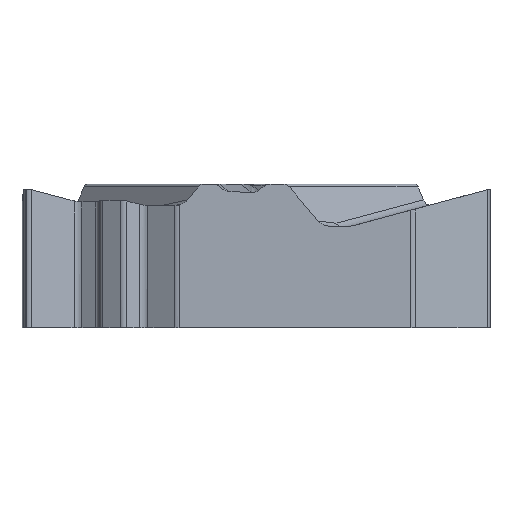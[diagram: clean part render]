
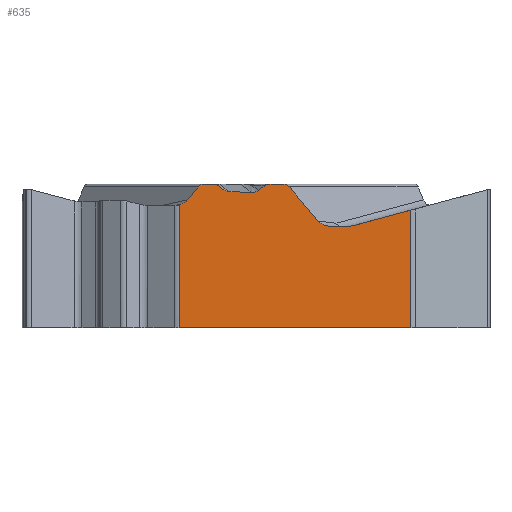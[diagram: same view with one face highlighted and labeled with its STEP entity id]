
A CAD part, left-side view. The second image highlights one B-rep face of the part: STEP entity #635.
In plain terms, the highlighted planar face has unit normal (-1, 0, 0).
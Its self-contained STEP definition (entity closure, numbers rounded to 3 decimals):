
#53=PLANE('',#2173);
#100=FACE_OUTER_BOUND('',#811,.T.);
#208=ELLIPSE('',#2166,0.338,0.32);
#209=ELLIPSE('',#2167,0.392,0.32);
#210=ELLIPSE('',#2168,0.236,0.2);
#211=ELLIPSE('',#2169,0.167,0.15);
#212=ELLIPSE('',#2170,0.15,0.15);
#213=ELLIPSE('',#2171,0.227,0.2);
#214=ELLIPSE('',#2172,0.385,0.32);
#256=LINE('',#3481,#442);
#257=LINE('',#3484,#443);
#258=LINE('',#3486,#444);
#259=LINE('',#3490,#445);
#260=LINE('',#3494,#446);
#261=LINE('',#3498,#447);
#262=LINE('',#3502,#448);
#263=LINE('',#3515,#449);
#264=LINE('',#3531,#450);
#265=LINE('',#3535,#451);
#266=LINE('',#3539,#452);
#267=LINE('',#3543,#453);
#442=VECTOR('',#2384,1.);
#443=VECTOR('',#2385,1.);
#444=VECTOR('',#2386,1.);
#445=VECTOR('',#2389,1.);
#446=VECTOR('',#2392,1.);
#447=VECTOR('',#2395,1.);
#448=VECTOR('',#2398,1.);
#449=VECTOR('',#2399,1.);
#450=VECTOR('',#2400,1.);
#451=VECTOR('',#2403,1.);
#452=VECTOR('',#2406,1.);
#453=VECTOR('',#2409,1.);
#635=ADVANCED_FACE('',(#100),#53,.F.);
#811=EDGE_LOOP('',(#931,#932,#933,#934,#935,#936,#937,#938,#939,#940,#941,
#942,#943,#944,#945,#946,#947,#948,#949,#950,#951));
#931=ORIENTED_EDGE('',*,*,#1747,.F.);
#932=ORIENTED_EDGE('',*,*,#1748,.T.);
#933=ORIENTED_EDGE('',*,*,#1749,.T.);
#934=ORIENTED_EDGE('',*,*,#1750,.T.);
#935=ORIENTED_EDGE('',*,*,#1751,.F.);
#936=ORIENTED_EDGE('',*,*,#1752,.T.);
#937=ORIENTED_EDGE('',*,*,#1753,.T.);
#938=ORIENTED_EDGE('',*,*,#1754,.F.);
#939=ORIENTED_EDGE('',*,*,#1755,.F.);
#940=ORIENTED_EDGE('',*,*,#1756,.F.);
#941=ORIENTED_EDGE('',*,*,#1757,.T.);
#942=ORIENTED_EDGE('',*,*,#1758,.T.);
#943=ORIENTED_EDGE('',*,*,#1759,.T.);
#944=ORIENTED_EDGE('',*,*,#1760,.T.);
#945=ORIENTED_EDGE('',*,*,#1761,.T.);
#946=ORIENTED_EDGE('',*,*,#1762,.F.);
#947=ORIENTED_EDGE('',*,*,#1763,.F.);
#948=ORIENTED_EDGE('',*,*,#1764,.F.);
#949=ORIENTED_EDGE('',*,*,#1765,.T.);
#950=ORIENTED_EDGE('',*,*,#1766,.T.);
#951=ORIENTED_EDGE('',*,*,#1767,.T.);
#1547=VERTEX_POINT('',#3482);
#1548=VERTEX_POINT('',#3483);
#1549=VERTEX_POINT('',#3485);
#1550=VERTEX_POINT('',#3487);
#1551=VERTEX_POINT('',#3489);
#1552=VERTEX_POINT('',#3491);
#1553=VERTEX_POINT('',#3493);
#1554=VERTEX_POINT('',#3495);
#1555=VERTEX_POINT('',#3497);
#1556=VERTEX_POINT('',#3499);
#1557=VERTEX_POINT('',#3501);
#1558=VERTEX_POINT('',#3503);
#1559=VERTEX_POINT('',#3514);
#1560=VERTEX_POINT('',#3516);
#1561=VERTEX_POINT('',#3530);
#1562=VERTEX_POINT('',#3532);
#1563=VERTEX_POINT('',#3534);
#1564=VERTEX_POINT('',#3536);
#1565=VERTEX_POINT('',#3538);
#1566=VERTEX_POINT('',#3540);
#1567=VERTEX_POINT('',#3542);
#1747=EDGE_CURVE('',#1547,#1548,#256,.T.);
#1748=EDGE_CURVE('',#1547,#1549,#257,.T.);
#1749=EDGE_CURVE('',#1549,#1550,#258,.T.);
#1750=EDGE_CURVE('',#1550,#1551,#208,.T.);
#1751=EDGE_CURVE('',#1552,#1551,#259,.T.);
#1752=EDGE_CURVE('',#1552,#1553,#209,.T.);
#1753=EDGE_CURVE('',#1553,#1554,#260,.T.);
#1754=EDGE_CURVE('',#1555,#1554,#210,.T.);
#1755=EDGE_CURVE('',#1556,#1555,#261,.T.);
#1756=EDGE_CURVE('',#1557,#1556,#211,.T.);
#1757=EDGE_CURVE('',#1557,#1558,#262,.T.);
#1758=EDGE_CURVE('',#1558,#1559,#2120,.T.);
#1759=EDGE_CURVE('',#1559,#1560,#263,.T.);
#1760=EDGE_CURVE('',#1560,#1561,#2121,.T.);
#1761=EDGE_CURVE('',#1561,#1562,#264,.T.);
#1762=EDGE_CURVE('',#1563,#1562,#212,.T.);
#1763=EDGE_CURVE('',#1564,#1563,#265,.T.);
#1764=EDGE_CURVE('',#1565,#1564,#213,.T.);
#1765=EDGE_CURVE('',#1565,#1566,#266,.T.);
#1766=EDGE_CURVE('',#1566,#1567,#214,.T.);
#1767=EDGE_CURVE('',#1567,#1548,#267,.T.);
#2120=B_SPLINE_CURVE_WITH_KNOTS('',3,(#3504,#3505,#3506,#3507,#3508,#3509,
#3510,#3511,#3512,#3513),.UNSPECIFIED.,.F.,.F.,(4,3,3,4),(0.,0.474,
0.706,1.),.UNSPECIFIED.);
#2121=B_SPLINE_CURVE_WITH_KNOTS('',3,(#3517,#3518,#3519,#3520,#3521,#3522,
#3523,#3524,#3525,#3526,#3527,#3528,#3529),.UNSPECIFIED.,.F.,.F.,(4,3,3,
3,4),(0.,0.25,0.499,0.746,1.),
 .UNSPECIFIED.);
#2166=AXIS2_PLACEMENT_3D('',#3488,#2387,#2388);
#2167=AXIS2_PLACEMENT_3D('',#3492,#2390,#2391);
#2168=AXIS2_PLACEMENT_3D('',#3496,#2393,#2394);
#2169=AXIS2_PLACEMENT_3D('',#3500,#2396,#2397);
#2170=AXIS2_PLACEMENT_3D('',#3533,#2401,#2402);
#2171=AXIS2_PLACEMENT_3D('',#3537,#2404,#2405);
#2172=AXIS2_PLACEMENT_3D('',#3541,#2407,#2408);
#2173=AXIS2_PLACEMENT_3D('',#3544,#2410,#2411);
#2384=DIRECTION('',(0.,1.,0.));
#2385=DIRECTION('',(0.,0.,1.));
#2386=DIRECTION('',(0.,0.966,-0.259));
#2387=DIRECTION('',(1.,0.,0.));
#2388=DIRECTION('',(0.,0.966,-0.259));
#2389=DIRECTION('',(0.,-1.,0.));
#2390=DIRECTION('',(1.,0.,0.));
#2391=DIRECTION('',(0.,0.992,0.124));
#2392=DIRECTION('',(0.,0.651,0.759));
#2393=DIRECTION('',(1.,0.,0.));
#2394=DIRECTION('',(0.,-1.,0.));
#2395=DIRECTION('',(0.,-1.,0.));
#2396=DIRECTION('',(1.,0.,0.));
#2397=DIRECTION('',(0.,1.,0.));
#2398=DIRECTION('',(0.,0.794,-0.608));
#2399=DIRECTION('',(0.,0.999,0.049));
#2400=DIRECTION('',(0.,0.757,0.653));
#2401=DIRECTION('',(1.,0.,0.));
#2402=DIRECTION('',(0.,-1.,0.));
#2403=DIRECTION('',(0.,-1.,0.));
#2404=DIRECTION('',(1.,0.,0.));
#2405=DIRECTION('',(0.,-1.,0.));
#2406=DIRECTION('',(0.,0.635,-0.772));
#2407=DIRECTION('',(1.,0.,0.));
#2408=DIRECTION('',(0.,-0.976,0.217));
#2409=DIRECTION('',(0.,0.,-1.));
#2410=DIRECTION('',(1.,0.,0.));
#2411=DIRECTION('',(0.,1.,0.));
#3481=CARTESIAN_POINT('',(-4.763,-7.335,-3.97));
#3482=CARTESIAN_POINT('',(-4.762,-4.641,-3.97));
#3483=CARTESIAN_POINT('',(-4.763,1.988,-3.97));
#3484=CARTESIAN_POINT('',(-4.762,-4.641,0.));
#3485=CARTESIAN_POINT('',(-4.762,-4.641,-0.605));
#3486=CARTESIAN_POINT('',(-4.763,6.381,-3.559));
#3487=CARTESIAN_POINT('',(-4.763,-2.989,-1.048));
#3488=CARTESIAN_POINT('',(-4.763,-2.906,-0.739));
#3489=CARTESIAN_POINT('',(-4.763,-2.897,-1.06));
#3490=CARTESIAN_POINT('',(-4.763,7.335,-1.06));
#3491=CARTESIAN_POINT('',(-4.763,-2.331,-1.06));
#3492=CARTESIAN_POINT('',(-4.763,-2.312,-0.739));
#3493=CARTESIAN_POINT('',(-4.763,-1.996,-0.915));
#3494=CARTESIAN_POINT('',(-4.763,2.406,4.223));
#3495=CARTESIAN_POINT('',(-4.763,-1.163,0.058));
#3496=CARTESIAN_POINT('',(-4.763,-0.972,-0.06));
#3497=CARTESIAN_POINT('',(-4.763,-0.972,0.14));
#3498=CARTESIAN_POINT('',(-4.763,7.335,0.14));
#3499=CARTESIAN_POINT('',(-4.763,-0.581,0.14));
#3500=CARTESIAN_POINT('',(-4.763,-0.581,-0.01));
#3501=CARTESIAN_POINT('',(-4.763,-0.473,0.104));
#3502=CARTESIAN_POINT('',(-4.763,4.498,-3.703));
#3503=CARTESIAN_POINT('',(-4.763,-0.283,-0.041));
#3504=CARTESIAN_POINT('',(-4.763,-0.283,-0.041));
#3505=CARTESIAN_POINT('',(-4.763,-0.257,-0.061));
#3506=CARTESIAN_POINT('',(-4.763,-0.226,-0.077));
#3507=CARTESIAN_POINT('',(-4.763,-0.195,-0.087));
#3508=CARTESIAN_POINT('',(-4.763,-0.179,-0.092));
#3509=CARTESIAN_POINT('',(-4.763,-0.163,-0.096));
#3510=CARTESIAN_POINT('',(-4.763,-0.147,-0.098));
#3511=CARTESIAN_POINT('',(-4.763,-0.126,-0.102));
#3512=CARTESIAN_POINT('',(-4.763,-0.105,-0.103));
#3513=CARTESIAN_POINT('',(-4.763,-0.084,-0.102));
#3514=CARTESIAN_POINT('',(-4.763,-0.084,-0.102));
#3515=CARTESIAN_POINT('',(-4.763,-7.313,-0.453));
#3516=CARTESIAN_POINT('',(-4.763,0.563,-0.07));
#3517=CARTESIAN_POINT('',(-4.763,0.563,-0.07));
#3518=CARTESIAN_POINT('',(-4.763,0.581,-0.069));
#3519=CARTESIAN_POINT('',(-4.763,0.599,-0.067));
#3520=CARTESIAN_POINT('',(-4.763,0.617,-0.063));
#3521=CARTESIAN_POINT('',(-4.763,0.634,-0.059));
#3522=CARTESIAN_POINT('',(-4.763,0.652,-0.054));
#3523=CARTESIAN_POINT('',(-4.763,0.668,-0.047));
#3524=CARTESIAN_POINT('',(-4.763,0.685,-0.04));
#3525=CARTESIAN_POINT('',(-4.763,0.701,-0.032));
#3526=CARTESIAN_POINT('',(-4.763,0.717,-0.023));
#3527=CARTESIAN_POINT('',(-4.763,0.732,-0.013));
#3528=CARTESIAN_POINT('',(-4.763,0.747,-0.002));
#3529=CARTESIAN_POINT('',(-4.763,0.761,0.01));
#3530=CARTESIAN_POINT('',(-4.763,0.761,0.01));
#3531=CARTESIAN_POINT('',(-4.763,-3.883,-3.999));
#3532=CARTESIAN_POINT('',(-4.763,0.87,0.104));
#3533=CARTESIAN_POINT('',(-4.763,0.968,-0.01));
#3534=CARTESIAN_POINT('',(-4.763,0.968,0.14));
#3535=CARTESIAN_POINT('',(-4.763,-7.335,0.14));
#3536=CARTESIAN_POINT('',(-4.763,1.26,0.14));
#3537=CARTESIAN_POINT('',(-4.763,1.26,-0.06));
#3538=CARTESIAN_POINT('',(-4.763,1.443,0.058));
#3539=CARTESIAN_POINT('',(-4.763,-2.073,4.33));
#3540=CARTESIAN_POINT('',(-4.763,1.744,-0.308));
#3541=CARTESIAN_POINT('',(-4.763,2.051,-0.138));
#3542=CARTESIAN_POINT('',(-4.763,1.988,-0.451));
#3543=CARTESIAN_POINT('',(-4.763,1.988,0.));
#3544=CARTESIAN_POINT('',(-4.763,-7.335,0.));
